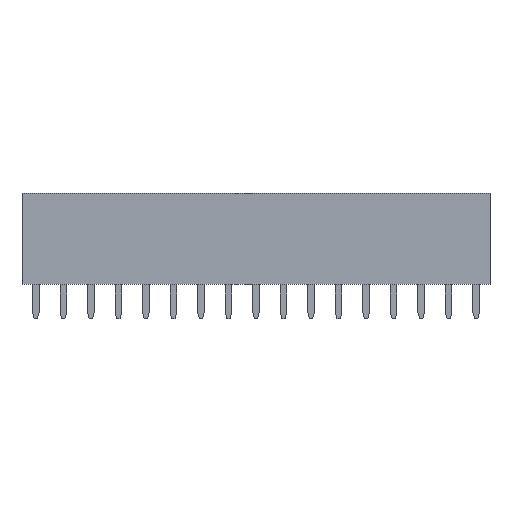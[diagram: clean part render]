
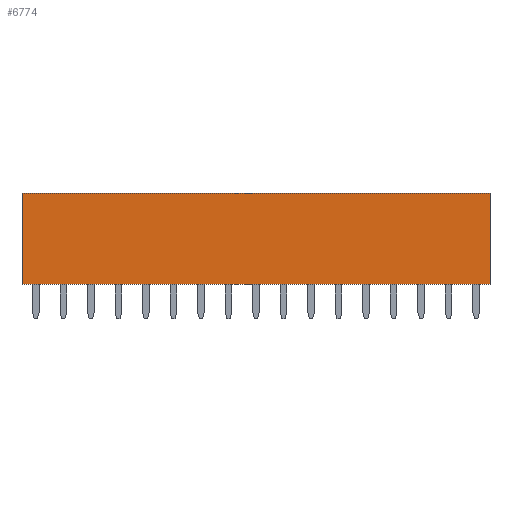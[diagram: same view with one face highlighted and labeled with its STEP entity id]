
A CAD part, top view. The second image highlights one B-rep face of the part: STEP entity #6774.
In plain terms, the highlighted planar face has unit normal (0, 0, 1).
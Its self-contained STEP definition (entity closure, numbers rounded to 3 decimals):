
#430=CARTESIAN_POINT('',(41.91,8.4,1.27));
#431=VERTEX_POINT('',#430);
#438=CARTESIAN_POINT('',(41.91,0.0,1.27));
#439=VERTEX_POINT('',#438);
#440=CARTESIAN_POINT('',(41.91,0.0,1.27));
#441=DIRECTION('',(0.0,1.0,0.0));
#442=VECTOR('',#441,8.4);
#443=LINE('',#440,#442);
#444=EDGE_CURVE('',#439,#431,#443,.T.);
#6212=CARTESIAN_POINT('',(-1.27,8.4,1.27));
#6213=VERTEX_POINT('',#6212);
#6214=CARTESIAN_POINT('',(41.91,8.4,1.27));
#6215=DIRECTION('',(-1.0,0.0,0.0));
#6216=VECTOR('',#6215,43.18);
#6217=LINE('',#6214,#6216);
#6218=EDGE_CURVE('',#431,#6213,#6217,.T.);
#6688=CARTESIAN_POINT('',(-1.27,0.0,1.27));
#6689=VERTEX_POINT('',#6688);
#6690=CARTESIAN_POINT('',(-1.27,0.0,1.27));
#6691=DIRECTION('',(1.0,0.0,0.0));
#6692=VECTOR('',#6691,43.18);
#6693=LINE('',#6690,#6692);
#6694=EDGE_CURVE('',#6689,#439,#6693,.T.);
#6758=CARTESIAN_POINT('',(1.27,0.0,1.27));
#6759=DIRECTION('',(0.0,0.0,1.0));
#6760=DIRECTION('',(1.0,0.0,0.0));
#6761=AXIS2_PLACEMENT_3D('',#6758,#6759,#6760);
#6762=PLANE('',#6761);
#6763=ORIENTED_EDGE('',*,*,#6218,.T.);
#6764=CARTESIAN_POINT('',(-1.27,0.0,1.27));
#6765=DIRECTION('',(0.0,1.0,0.0));
#6766=VECTOR('',#6765,8.4);
#6767=LINE('',#6764,#6766);
#6768=EDGE_CURVE('',#6689,#6213,#6767,.T.);
#6769=ORIENTED_EDGE('',*,*,#6768,.F.);
#6770=ORIENTED_EDGE('',*,*,#6694,.T.);
#6771=ORIENTED_EDGE('',*,*,#444,.T.);
#6772=EDGE_LOOP('',(#6763,#6769,#6770,#6771));
#6773=FACE_OUTER_BOUND('',#6772,.T.);
#6774=ADVANCED_FACE('',(#6773),#6762,.T.);
